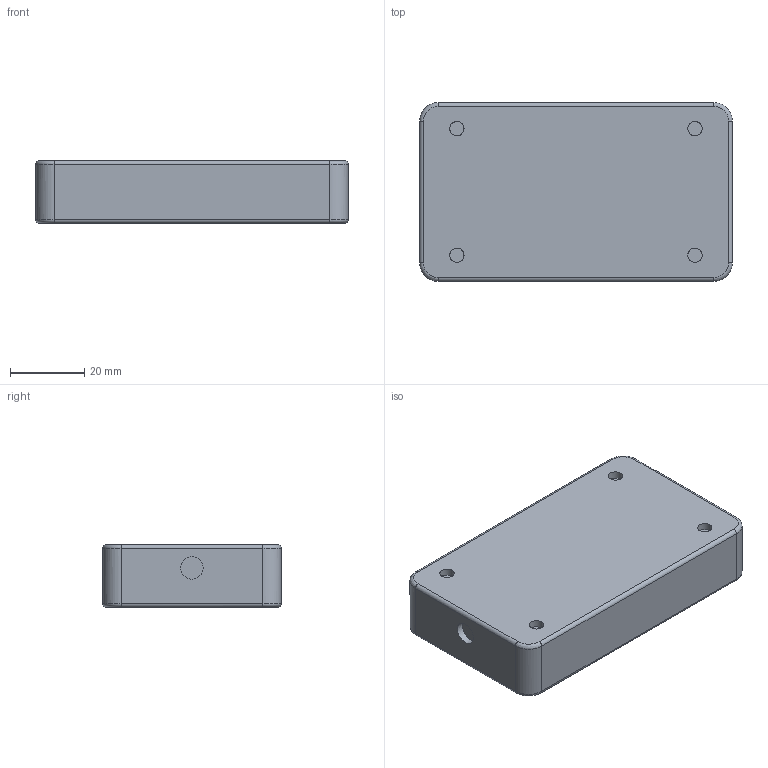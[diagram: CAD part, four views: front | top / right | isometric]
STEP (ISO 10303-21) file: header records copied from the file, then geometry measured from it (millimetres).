
FILE_DESCRIPTION(/* description */ (''),/* implementation_level */ '2;1');
FILE_NAME(/* name */ 'SharkM_Ober-Unterschale_V1_3einfach',/* time_stamp */ '2022-02-18T12:34:15+01:00',/* author */ (''),/* organization */ (''),/* preprocessor_version */ 'ST-DEVELOPER v16.5',/* originating_system */ 'Rhino 7.15',/* authorisation */ '');
FILE_SCHEMA (('CONFIG_CONTROL_DESIGN'));
Length unit declared in the file: millimetre
Products named in the file (1): Document
Bounding box: 84.03 x 48.03 x 16.8 mm (x, y, z)
Volume: 67165.2 mm3; surface area: 12269.3 mm2
Topology: 1 solids, 1 shells, 38 faces, 74 edges, 44 vertices
Faces by surface type: cylinder 18, plane 12, bspline 8
Full cylindrical faces by diameter (mm): 3.848 x4, 5.391 x1, 6 x1
Entity records: 1008 total; most frequent: CARTESIAN_POINT 412, ORIENTED_EDGE 148, EDGE_CURVE 74, EDGE_LOOP 44, VERTEX_POINT 44, ADVANCED_FACE 38, FACE_OUTER_BOUND 38, DIRECTION 34
